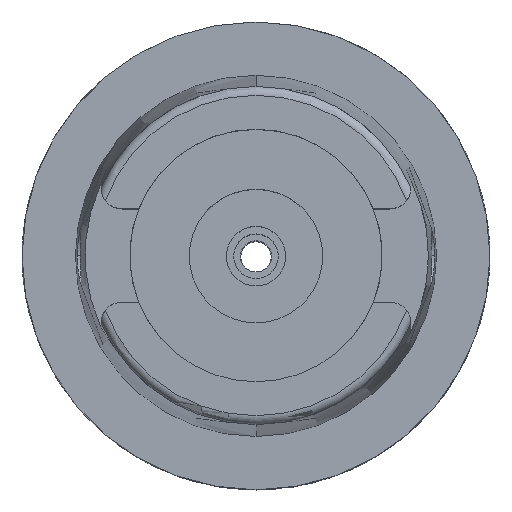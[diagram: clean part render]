
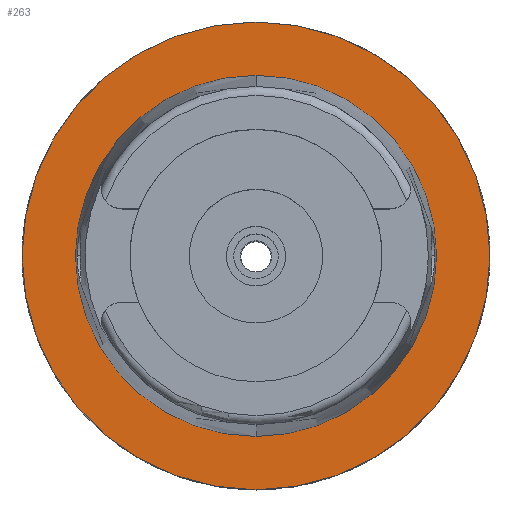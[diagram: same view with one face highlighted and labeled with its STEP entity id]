
A CAD part, top view. The second image highlights one B-rep face of the part: STEP entity #263.
In plain terms, the highlighted planar face has unit normal (0, 0, 1).
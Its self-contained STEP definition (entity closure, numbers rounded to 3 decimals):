
#251 = ORIENTED_EDGE ( 'NONE', *, *, #5136, .F. ) ;
#263 = ADVANCED_FACE ( 'NONE', ( #5537, #4290 ), #4265, .F. ) ;
#298 = VERTEX_POINT ( 'NONE', #5626 ) ;
#458 = DIRECTION ( 'NONE',  ( 0., 0., 1. ) ) ;
#484 = VERTEX_POINT ( 'NONE', #2036 ) ;
#1069 = CARTESIAN_POINT ( 'NONE',  ( 0., 0., 0. ) ) ;
#1080 = CARTESIAN_POINT ( 'NONE',  ( 0., 0., 0. ) ) ;
#1101 = EDGE_LOOP ( 'NONE', ( #3705, #251 ) ) ;
#1191 = EDGE_CURVE ( 'NONE', #5079, #2755, #2627, .T. ) ;
#1198 = CARTESIAN_POINT ( 'NONE',  ( 0., 0., 0. ) ) ;
#1364 = CARTESIAN_POINT ( 'NONE',  ( 0., 0., 0. ) ) ;
#1563 = CIRCLE ( 'NONE', #2388, 31.5 ) ;
#1670 = AXIS2_PLACEMENT_3D ( 'NONE', #1080, #2820, #2386 ) ;
#1888 = CARTESIAN_POINT ( 'NONE',  ( 0., 24.315, 0. ) ) ;
#1941 = CIRCLE ( 'NONE', #3035, 24.315 ) ;
#2036 = CARTESIAN_POINT ( 'NONE',  ( 0., 31.5, 0. ) ) ;
#2119 = CARTESIAN_POINT ( 'NONE',  ( 0., 0., 0. ) ) ;
#2386 = DIRECTION ( 'NONE',  ( 0., 1., 0. ) ) ;
#2388 = AXIS2_PLACEMENT_3D ( 'NONE', #1069, #2436, #4152 ) ;
#2432 = AXIS2_PLACEMENT_3D ( 'NONE', #2119, #4204, #3782 ) ;
#2436 = DIRECTION ( 'NONE',  ( 0., 0., -1. ) ) ;
#2461 = CARTESIAN_POINT ( 'NONE',  ( 0., -24.315, 0. ) ) ;
#2627 = CIRCLE ( 'NONE', #3259, 24.315 ) ;
#2680 = CIRCLE ( 'NONE', #1670, 31.5 ) ;
#2755 = VERTEX_POINT ( 'NONE', #1888 ) ;
#2820 = DIRECTION ( 'NONE',  ( 0., 0., -1. ) ) ;
#3035 = AXIS2_PLACEMENT_3D ( 'NONE', #1198, #3893, #3832 ) ;
#3255 = EDGE_CURVE ( 'NONE', #2755, #5079, #1941, .T. ) ;
#3259 = AXIS2_PLACEMENT_3D ( 'NONE', #1364, #458, #4828 ) ;
#3273 = ORIENTED_EDGE ( 'NONE', *, *, #1191, .F. ) ;
#3387 = EDGE_CURVE ( 'NONE', #484, #298, #2680, .T. ) ;
#3469 = EDGE_LOOP ( 'NONE', ( #3563, #3273 ) ) ;
#3563 = ORIENTED_EDGE ( 'NONE', *, *, #3255, .F. ) ;
#3705 = ORIENTED_EDGE ( 'NONE', *, *, #3387, .F. ) ;
#3782 = DIRECTION ( 'NONE',  ( 0., -1., 0. ) ) ;
#3832 = DIRECTION ( 'NONE',  ( 0., 1., 0. ) ) ;
#3893 = DIRECTION ( 'NONE',  ( 0., 0., 1. ) ) ;
#4152 = DIRECTION ( 'NONE',  ( 0., -1., 0. ) ) ;
#4204 = DIRECTION ( 'NONE',  ( 0., 0., -1. ) ) ;
#4265 = PLANE ( 'NONE',  #2432 ) ;
#4290 = FACE_BOUND ( 'NONE', #3469, .T. ) ;
#4828 = DIRECTION ( 'NONE',  ( 0., -1., 0. ) ) ;
#5079 = VERTEX_POINT ( 'NONE', #2461 ) ;
#5136 = EDGE_CURVE ( 'NONE', #298, #484, #1563, .T. ) ;
#5537 = FACE_OUTER_BOUND ( 'NONE', #1101, .T. ) ;
#5626 = CARTESIAN_POINT ( 'NONE',  ( 0., -31.5, 0. ) ) ;
